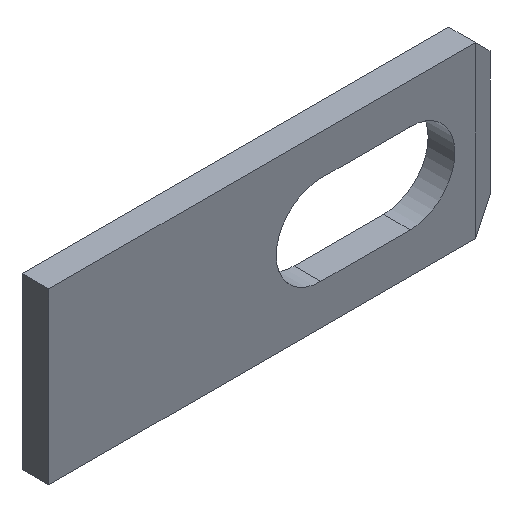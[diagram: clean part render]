
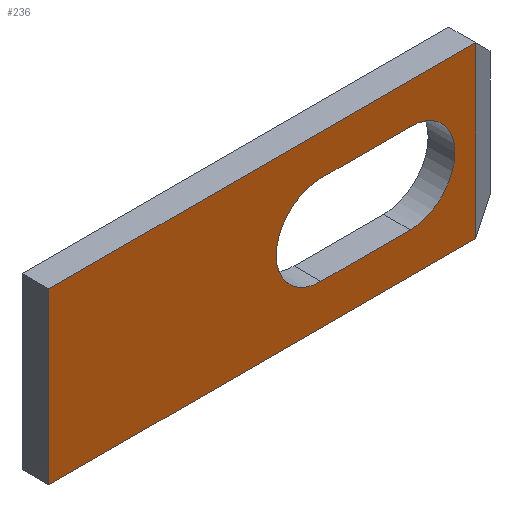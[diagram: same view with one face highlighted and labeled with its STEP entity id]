
A CAD part, isometric view. The second image highlights one B-rep face of the part: STEP entity #236.
In plain terms, the highlighted planar face has unit normal (0, -1, 0).
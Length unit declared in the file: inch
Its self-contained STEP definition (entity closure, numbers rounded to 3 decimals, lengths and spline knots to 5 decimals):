
#15=FACE_BOUND($,#37,.T.);
#17=CIRCLE($,#254,0.03937);
#18=CIRCLE($,#255,0.03937);
#22=FACE_OUTER_BOUND($,#36,.T.);
#36=EDGE_LOOP($,(#163,#164,#165,#166));
#37=EDGE_LOOP($,(#167,#168,#169,#170));
#51=LINE($,#340,#79);
#55=LINE($,#349,#83);
#56=LINE($,#350,#84);
#57=LINE($,#351,#85);
#58=LINE($,#354,#86);
#59=LINE($,#358,#87);
#79=VECTOR($,#274,0.37622);
#83=VECTOR($,#280,0.37622);
#84=VECTOR($,#281,0.14961);
#85=VECTOR($,#282,0.14961);
#86=VECTOR($,#283,0.07874);
#87=VECTOR($,#286,0.07874);
#107=VERTEX_POINT($,#338);
#108=VERTEX_POINT($,#339);
#111=VERTEX_POINT($,#347);
#112=VERTEX_POINT($,#348);
#113=VERTEX_POINT($,#352);
#114=VERTEX_POINT($,#353);
#115=VERTEX_POINT($,#355);
#116=VERTEX_POINT($,#357);
#127=EDGE_CURVE($,#107,#108,#51,.T.);
#131=EDGE_CURVE($,#111,#112,#55,.T.);
#132=EDGE_CURVE($,#108,#112,#56,.T.);
#133=EDGE_CURVE($,#111,#107,#57,.T.);
#134=EDGE_CURVE($,#113,#114,#58,.T.);
#135=EDGE_CURVE($,#113,#115,#17,.T.);
#136=EDGE_CURVE($,#116,#115,#59,.T.);
#137=EDGE_CURVE($,#116,#114,#18,.T.);
#163=ORIENTED_EDGE($,*,*,#131,.T.);
#164=ORIENTED_EDGE($,*,*,#132,.F.);
#165=ORIENTED_EDGE($,*,*,#127,.F.);
#166=ORIENTED_EDGE($,*,*,#133,.F.);
#167=ORIENTED_EDGE($,*,*,#134,.F.);
#168=ORIENTED_EDGE($,*,*,#135,.T.);
#169=ORIENTED_EDGE($,*,*,#136,.F.);
#170=ORIENTED_EDGE($,*,*,#137,.T.);
#224=PLANE($,#253);
#236=ADVANCED_FACE($,(#22,#15),#224,.F.);
#253=AXIS2_PLACEMENT_3D($,#346,#278,#279);
#254=AXIS2_PLACEMENT_3D($,#356,#284,#285);
#255=AXIS2_PLACEMENT_3D($,#359,#287,#288);
#274=DIRECTION($,(1.,0.,0.));
#278=DIRECTION('center_axis',(0.,1.,0.));
#279=DIRECTION('ref_axis',(0.,0.,1.));
#280=DIRECTION($,(1.,0.,0.));
#281=DIRECTION($,(0.,0.,-1.));
#282=DIRECTION($,(0.,0.,1.));
#283=DIRECTION($,(1.,0.,0.));
#284=DIRECTION('center_axis',(0.,1.,0.));
#285=DIRECTION('ref_axis',(0.,0.,-1.));
#286=DIRECTION($,(-1.,0.,0.));
#287=DIRECTION('center_axis',(0.,1.,0.));
#288=DIRECTION('ref_axis',(0.,0.,1.));
#338=CARTESIAN_POINT('',(0.,-0.01181,0.0748));
#339=CARTESIAN_POINT('',(0.37622,-0.01181,0.0748));
#340=CARTESIAN_POINT($,(0.,-0.01181,0.0748));
#346=CARTESIAN_POINT('Origin',(0.39622,-0.01181,-0.0748));
#347=CARTESIAN_POINT('',(0.,-0.01181,-0.0748));
#348=CARTESIAN_POINT('',(0.37622,-0.01181,-0.0748));
#349=CARTESIAN_POINT($,(0.,-0.01181,-0.0748));
#350=CARTESIAN_POINT($,(0.37622,-0.01181,0.0748));
#351=CARTESIAN_POINT($,(0.,-0.01181,-0.0748));
#352=CARTESIAN_POINT('',(0.23991,-0.01181,-0.03937));
#353=CARTESIAN_POINT('',(0.31865,-0.01181,-0.03937));
#354=CARTESIAN_POINT($,(0.23991,-0.01181,-0.03937));
#355=CARTESIAN_POINT('',(0.23991,-0.01181,0.03937));
#356=CARTESIAN_POINT('Origin',(0.23991,-0.01181,0.));
#357=CARTESIAN_POINT('',(0.31865,-0.01181,0.03937));
#358=CARTESIAN_POINT($,(0.31865,-0.01181,0.03937));
#359=CARTESIAN_POINT('Origin',(0.31865,-0.01181,0.));
